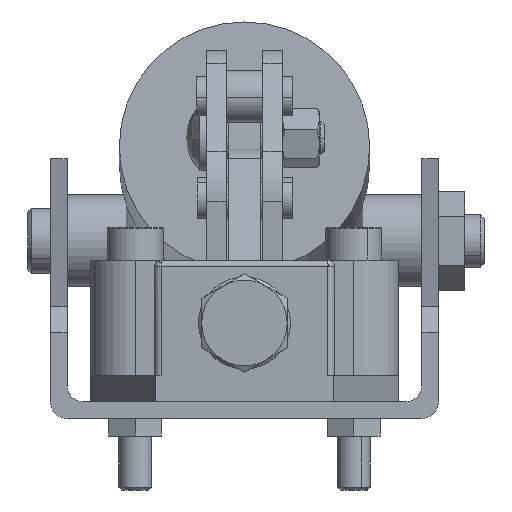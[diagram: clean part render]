
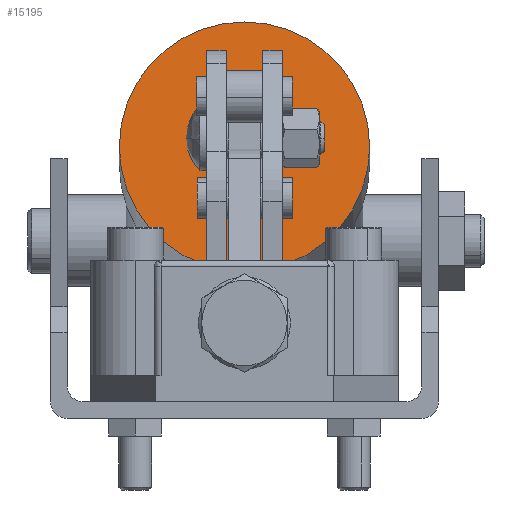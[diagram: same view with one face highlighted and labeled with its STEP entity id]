
A CAD part, left-side view. The second image highlights one B-rep face of the part: STEP entity #15195.
In plain terms, the highlighted face is planar.
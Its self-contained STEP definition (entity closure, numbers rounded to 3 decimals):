
#70 = DIRECTION ( 'NONE',  ( 0., 0., 1. ) ) ;
#684 = FACE_OUTER_BOUND ( 'NONE', #4208, .T. ) ;
#685 = DIRECTION ( 'NONE',  ( 1., 0., 0. ) ) ;
#1074 = VERTEX_POINT ( 'NONE', #3117 ) ;
#1636 = ORIENTED_EDGE ( 'NONE', *, *, #14114, .T. ) ;
#2080 = EDGE_LOOP ( 'NONE', ( #1636, #14011 ) ) ;
#2248 = CIRCLE ( 'NONE', #15992, 19.05 ) ;
#2581 = DIRECTION ( 'NONE',  ( 1., 0., 0. ) ) ;
#3117 = CARTESIAN_POINT ( 'NONE',  ( 259.213, 98.083, -19.05 ) ) ;
#3204 = CARTESIAN_POINT ( 'NONE',  ( 259.213, 98.083, 0. ) ) ;
#3258 = DIRECTION ( 'NONE',  ( 0., 0., -1. ) ) ;
#3932 = CIRCLE ( 'NONE', #13718, 6. ) ;
#3989 = VERTEX_POINT ( 'NONE', #12436 ) ;
#4208 = EDGE_LOOP ( 'NONE', ( #9090, #11990 ) ) ;
#4778 = DIRECTION ( 'NONE',  ( 1., 0., 0. ) ) ;
#4988 = CARTESIAN_POINT ( 'NONE',  ( 259.213, 98.083, 6. ) ) ;
#5213 = EDGE_CURVE ( 'NONE', #1074, #14952, #2248, .T. ) ;
#6008 = DIRECTION ( 'NONE',  ( 0., 0., -1. ) ) ;
#6379 = AXIS2_PLACEMENT_3D ( 'NONE', #7727, #15197, #70 ) ;
#6456 = PLANE ( 'NONE',  #6379 ) ;
#7655 = VERTEX_POINT ( 'NONE', #4988 ) ;
#7727 = CARTESIAN_POINT ( 'NONE',  ( 259.213, 107.608, 0. ) ) ;
#8347 = EDGE_CURVE ( 'NONE', #7655, #3989, #3932, .T. ) ;
#9090 = ORIENTED_EDGE ( 'NONE', *, *, #5213, .F. ) ;
#9289 = CIRCLE ( 'NONE', #12366, 19.05 ) ;
#10067 = EDGE_CURVE ( 'NONE', #14952, #1074, #9289, .T. ) ;
#10156 = CARTESIAN_POINT ( 'NONE',  ( 259.213, 98.083, 0. ) ) ;
#11064 = DIRECTION ( 'NONE',  ( 1., 0., 0. ) ) ;
#11188 = DIRECTION ( 'NONE',  ( 0., 0., -1. ) ) ;
#11990 = ORIENTED_EDGE ( 'NONE', *, *, #10067, .F. ) ;
#12301 = CARTESIAN_POINT ( 'NONE',  ( 259.213, 98.083, 0. ) ) ;
#12366 = AXIS2_PLACEMENT_3D ( 'NONE', #3204, #685, #3258 ) ;
#12436 = CARTESIAN_POINT ( 'NONE',  ( 259.213, 98.083, -6. ) ) ;
#12702 = DIRECTION ( 'NONE',  ( 0., 0., -1. ) ) ;
#13340 = CIRCLE ( 'NONE', #15499, 6. ) ;
#13617 = CARTESIAN_POINT ( 'NONE',  ( 259.213, 98.083, 0. ) ) ;
#13718 = AXIS2_PLACEMENT_3D ( 'NONE', #10156, #2581, #12702 ) ;
#14011 = ORIENTED_EDGE ( 'NONE', *, *, #8347, .T. ) ;
#14108 = FACE_BOUND ( 'NONE', #2080, .T. ) ;
#14114 = EDGE_CURVE ( 'NONE', #3989, #7655, #13340, .T. ) ;
#14952 = VERTEX_POINT ( 'NONE', #15649 ) ;
#15195 = ADVANCED_FACE ( 'NONE', ( #684, #14108 ), #6456, .T. ) ;
#15197 = DIRECTION ( 'NONE',  ( -1., 0., 0. ) ) ;
#15499 = AXIS2_PLACEMENT_3D ( 'NONE', #12301, #4778, #6008 ) ;
#15649 = CARTESIAN_POINT ( 'NONE',  ( 259.213, 98.083, 19.05 ) ) ;
#15992 = AXIS2_PLACEMENT_3D ( 'NONE', #13617, #11064, #11188 ) ;
